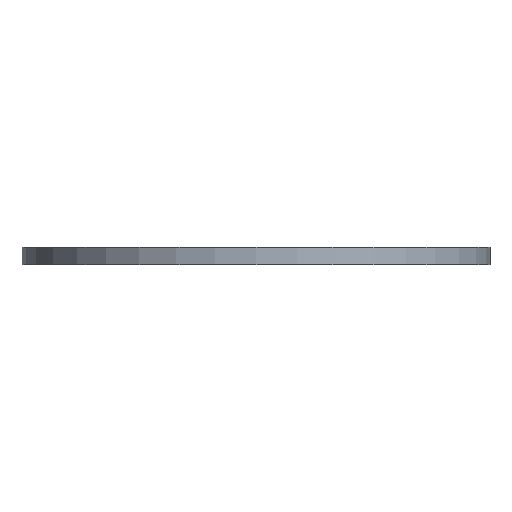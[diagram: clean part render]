
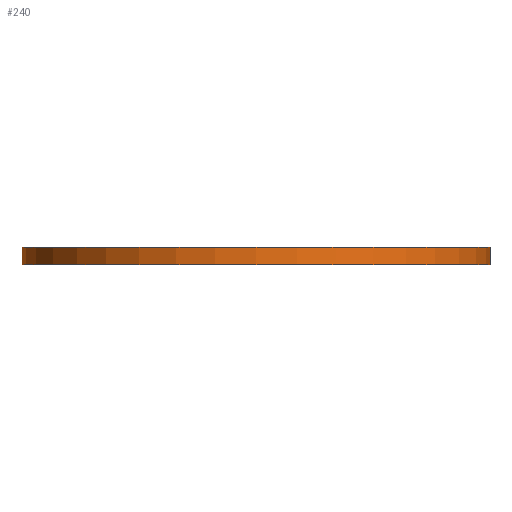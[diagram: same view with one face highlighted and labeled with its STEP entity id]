
A CAD part, front view. The second image highlights one B-rep face of the part: STEP entity #240.
In plain terms, the highlighted cylindrical face has radius 125.412 mm (diameter 250.825 mm), a partial arc.
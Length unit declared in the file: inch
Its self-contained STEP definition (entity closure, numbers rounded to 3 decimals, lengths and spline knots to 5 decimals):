
#69 = VECTOR ( 'NONE', #274, 39.37008 ) ;
#113 = LINE ( 'NONE', #319, #284 ) ;
#140 = EDGE_CURVE ( 'NONE', #505, #171, #685, .T. ) ;
#148 = ORIENTED_EDGE ( 'NONE', *, *, #369, .F. ) ;
#171 = VERTEX_POINT ( 'NONE', #256 ) ;
#183 = DIRECTION ( 'NONE',  ( 0., 0., 1. ) ) ;
#215 = DIRECTION ( 'NONE',  ( 0., 0., 1. ) ) ;
#240 = ADVANCED_FACE ( 'NONE', ( #311 ), #592, .T. ) ;
#256 = CARTESIAN_POINT ( 'NONE',  ( 4.9375, 0., 0.1885 ) ) ;
#262 = VERTEX_POINT ( 'NONE', #513 ) ;
#274 = DIRECTION ( 'NONE',  ( 0., 0., 1. ) ) ;
#284 = VECTOR ( 'NONE', #215, 39.37008 ) ;
#311 = FACE_OUTER_BOUND ( 'NONE', #1075, .T. ) ;
#319 = CARTESIAN_POINT ( 'NONE',  ( -4.9375, 0., 0.1885 ) ) ;
#358 = ORIENTED_EDGE ( 'NONE', *, *, #1010, .T. ) ;
#369 = EDGE_CURVE ( 'NONE', #262, #505, #113, .T. ) ;
#380 = ORIENTED_EDGE ( 'NONE', *, *, #140, .F. ) ;
#398 = AXIS2_PLACEMENT_3D ( 'NONE', #509, #183, #694 ) ;
#430 = CARTESIAN_POINT ( 'NONE',  ( -4.9375, 0., 0.1885 ) ) ;
#473 = LINE ( 'NONE', #659, #69 ) ;
#505 = VERTEX_POINT ( 'NONE', #430 ) ;
#509 = CARTESIAN_POINT ( 'NONE',  ( 0., 0., -0.1885 ) ) ;
#513 = CARTESIAN_POINT ( 'NONE',  ( -4.9375, 0., -0.1885 ) ) ;
#591 = VERTEX_POINT ( 'NONE', #1162 ) ;
#592 = CYLINDRICAL_SURFACE ( 'NONE', #667, 4.9375 ) ;
#602 = DIRECTION ( 'NONE',  ( 0., 0., 1. ) ) ;
#614 = CARTESIAN_POINT ( 'NONE',  ( 0., 0., 0.1885 ) ) ;
#616 = DIRECTION ( 'NONE',  ( 0., 0., 1. ) ) ;
#622 = ORIENTED_EDGE ( 'NONE', *, *, #861, .T. ) ;
#659 = CARTESIAN_POINT ( 'NONE',  ( 4.9375, 0., 0.1885 ) ) ;
#667 = AXIS2_PLACEMENT_3D ( 'NONE', #614, #602, #712 ) ;
#681 = CARTESIAN_POINT ( 'NONE',  ( 0., 0., 0.1885 ) ) ;
#685 = CIRCLE ( 'NONE', #961, 4.9375 ) ;
#694 = DIRECTION ( 'NONE',  ( 1., 0., 0. ) ) ;
#712 = DIRECTION ( 'NONE',  ( 1., 0., 0. ) ) ;
#861 = EDGE_CURVE ( 'NONE', #591, #171, #473, .T. ) ;
#870 = DIRECTION ( 'NONE',  ( 1., 0., 0. ) ) ;
#961 = AXIS2_PLACEMENT_3D ( 'NONE', #681, #616, #870 ) ;
#1010 = EDGE_CURVE ( 'NONE', #262, #591, #1232, .T. ) ;
#1075 = EDGE_LOOP ( 'NONE', ( #148, #358, #622, #380 ) ) ;
#1162 = CARTESIAN_POINT ( 'NONE',  ( 4.9375, 0., -0.1885 ) ) ;
#1232 = CIRCLE ( 'NONE', #398, 4.9375 ) ;
